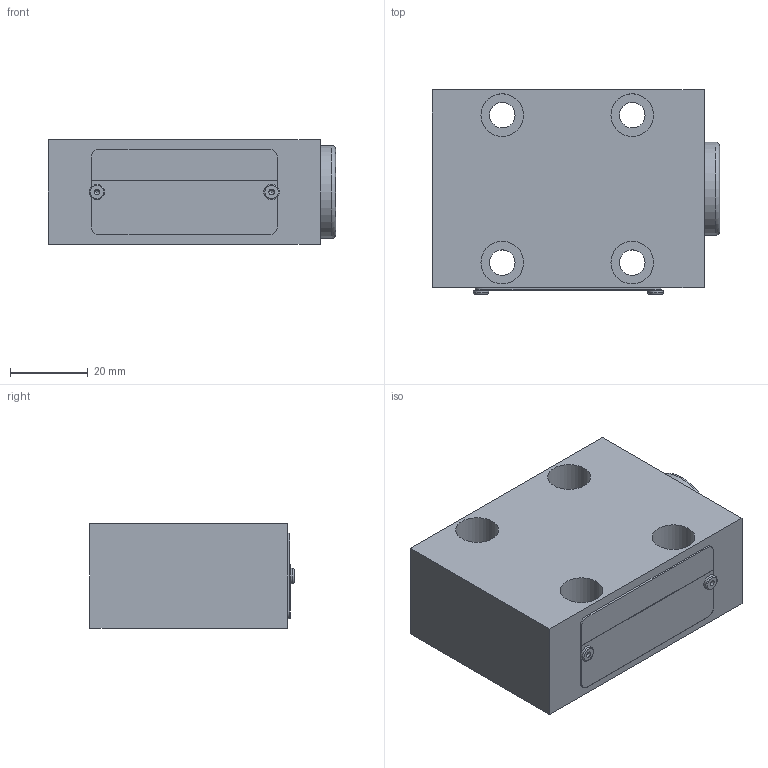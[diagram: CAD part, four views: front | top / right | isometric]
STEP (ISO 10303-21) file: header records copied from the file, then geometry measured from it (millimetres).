
FILE_DESCRIPTION(/* description */ (''),/* implementation_level */ '2;1');
FILE_NAME(/* name */ 'RVP10单向阀.prt.stp',/* time_stamp */ '2022-03-30T19:11:35+08:00',/* author */ (''),/* organization */ (''),/* preprocessor_version */ 'ST-DEVELOPER v16.7',/* originating_system */ 'SIEMENS PLM Software NX 12.0',/* authorisation */ '');
FILE_SCHEMA (('AUTOMOTIVE_DESIGN { 1 0 10303 214 3 1 1 1 }'));
Length unit declared in the file: millimetre
Products named in the file (1): RVP10单向阀
Bounding box: 74 x 52.6 x 27 mm (x, y, z)
Volume: 92594.5 mm3; surface area: 24992 mm2
Topology: 6 solids, 7 shells, 123 faces, 281 edges, 182 vertices
Faces by surface type: plane 52, cylinder 45, cone 14, torus 8, bspline 4
Full cylindrical faces by diameter (mm): 1.5 x2, 1.8 x8, 4 x2, 6.6 x4, 9 x2, 10 x2, 11 x4, 14.46 x1, 15.7 x2, 16.6 x2, 17 x2, 17.5 x1, 21 x1, 24 x1, 26 x1
Entity records: 4725 total; most frequent: CARTESIAN_POINT 2158, DIRECTION 529, ORIENTED_EDGE 414, AXIS2_PLACEMENT_3D 225, EDGE_LOOP 207, EDGE_CURVE 207, FACE_BOUND 165, VERTEX_POINT 164
